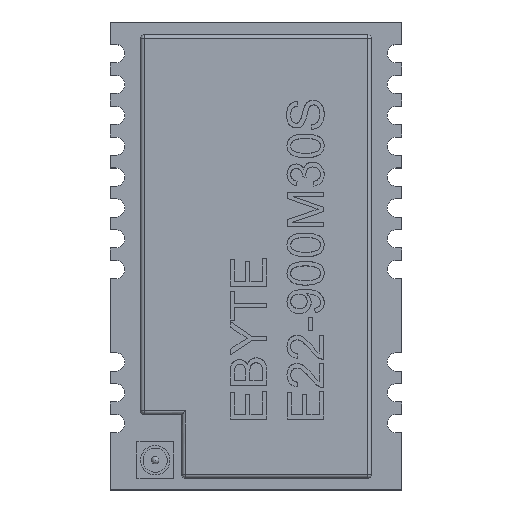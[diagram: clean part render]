
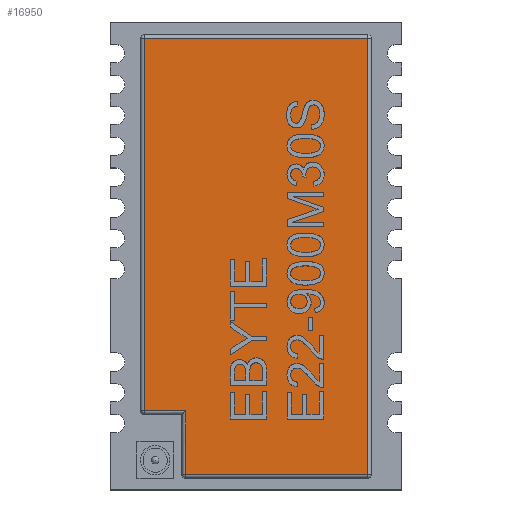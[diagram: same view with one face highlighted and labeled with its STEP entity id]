
A CAD part, top view. The second image highlights one B-rep face of the part: STEP entity #16950.
In plain terms, the highlighted planar face has unit normal (0, 0, 1).
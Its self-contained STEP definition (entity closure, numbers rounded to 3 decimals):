
#1316=FACE_OUTER_BOUND('',#2196,.T.);
#2196=EDGE_LOOP('',(#13914,#13915,#13916,#13917,#13918,#13919));
#4071=LINE('',#24511,#6112);
#4072=LINE('',#24528,#6113);
#4077=LINE('',#24552,#6118);
#4079=LINE('',#24555,#6120);
#4081=LINE('',#24558,#6122);
#4087=LINE('',#24573,#6128);
#6112=VECTOR('',#20591,10.);
#6113=VECTOR('',#20612,10.);
#6118=VECTOR('',#20639,10.);
#6120=VECTOR('',#20643,10.);
#6122=VECTOR('',#20647,10.);
#6128=VECTOR('',#20663,10.);
#7651=VERTEX_POINT('',#24504);
#7653=VERTEX_POINT('',#24510);
#7656=VERTEX_POINT('',#24517);
#7659=VERTEX_POINT('',#24524);
#7662=VERTEX_POINT('',#24534);
#7664=VERTEX_POINT('',#24539);
#9818=EDGE_CURVE('',#7651,#7653,#4071,.T.);
#9826=EDGE_CURVE('',#7653,#7659,#4072,.T.);
#9838=EDGE_CURVE('',#7659,#7664,#4077,.T.);
#9840=EDGE_CURVE('',#7664,#7662,#4079,.T.);
#9842=EDGE_CURVE('',#7662,#7656,#4081,.T.);
#9850=EDGE_CURVE('',#7656,#7651,#4087,.T.);
#13914=ORIENTED_EDGE('',*,*,#9818,.F.);
#13915=ORIENTED_EDGE('',*,*,#9850,.F.);
#13916=ORIENTED_EDGE('',*,*,#9842,.F.);
#13917=ORIENTED_EDGE('',*,*,#9840,.F.);
#13918=ORIENTED_EDGE('',*,*,#9838,.F.);
#13919=ORIENTED_EDGE('',*,*,#9826,.F.);
#16285=PLANE('',#17887);
#16950=ADVANCED_FACE('',(#1316),#16285,.T.);
#17887=AXIS2_PLACEMENT_3D('',#24597,#20690,#20691);
#20591=DIRECTION('',(0.,1.,0.));
#20612=DIRECTION('',(-1.,0.,0.));
#20639=DIRECTION('',(0.,1.,0.));
#20643=DIRECTION('',(1.,0.,0.));
#20647=DIRECTION('',(0.,-1.,0.));
#20663=DIRECTION('',(-1.,0.,0.));
#20690=DIRECTION('center_axis',(0.,0.,1.));
#20691=DIRECTION('ref_axis',(1.,0.,0.));
#24504=CARTESIAN_POINT('',(-5.8,-18.005,3.87));
#24510=CARTESIAN_POINT('',(-5.8,-12.755,3.87));
#24511=CARTESIAN_POINT('',(-5.8,-0.055,3.87));
#24517=CARTESIAN_POINT('',(9.2,-18.005,3.87));
#24524=CARTESIAN_POINT('',(-9.2,-12.755,3.87));
#24528=CARTESIAN_POINT('',(-7.8,-12.755,3.87));
#24534=CARTESIAN_POINT('',(9.2,17.895,3.87));
#24539=CARTESIAN_POINT('',(-9.2,17.895,3.87));
#24552=CARTESIAN_POINT('',(-9.2,2.57,3.87));
#24555=CARTESIAN_POINT('',(-9.5,17.895,3.87));
#24558=CARTESIAN_POINT('',(9.2,18.195,3.87));
#24573=CARTESIAN_POINT('',(0.,-18.005,3.87));
#24597=CARTESIAN_POINT('Origin',(-9.5,18.195,3.87));
